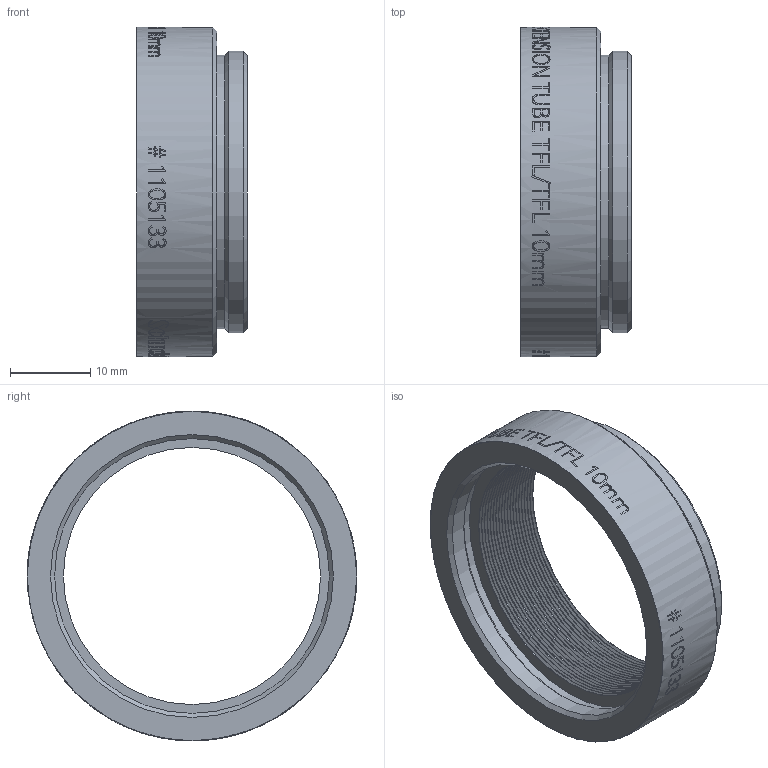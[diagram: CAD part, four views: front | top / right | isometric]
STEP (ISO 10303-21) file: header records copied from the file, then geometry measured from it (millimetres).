
FILE_DESCRIPTION(/* description */ (''),/* implementation_level */ '2;1');
FILE_NAME(/* name */ '1105133_00172014_001.stp',/* time_stamp */ '2022-12-06T10:16:30+01:00',/* author */ (''),/* organization */ (''),/* preprocessor_version */ 'ST-DEVELOPER v16',/* originating_system */ 'SIEMENS PLM Software NX 10.0',/* authorisation */ '');
FILE_SCHEMA (('AP203_CONFIGURATION_CONTROLLED_3D_DESIGN_OF_MECHANICAL_PARTS_AND_ASSEMBLIES_MIM_LF { 1 0 10303 403 2 1 2}'));
Length unit declared in the file: millimetre
Products named in the file (1): Froe3638EF49ghod
Bounding box: 13.8 x 41.02 x 41.02 mm (x, y, z)
Volume: 4958 mm3; surface area: 6100.5 mm2
Topology: 1 solids, 2 shells, 157 faces, 611 edges, 521 vertices
Faces by surface type: cylinder 109, cone 44, plane 4
Full cylindrical faces by diameter (mm): 32 x20, 32.606 x20, 34 x1, 34.2 x1, 35 x1, 35.2 x1, 41 x1, 41.02 x1
Entity records: 7563 total; most frequent: CARTESIAN_POINT 3169, ORIENTED_EDGE 1036, VERTEX_POINT 519, EDGE_CURVE 519, DIRECTION 506, B_SPLINE_CURVE_WITH_KNOTS 424, EDGE_LOOP 314, FACE_BOUND 261
